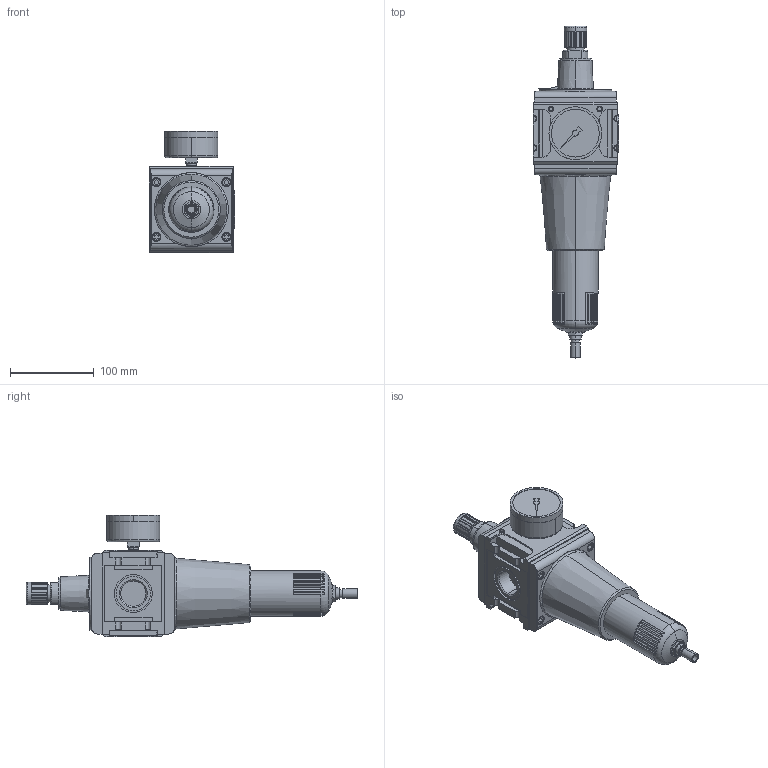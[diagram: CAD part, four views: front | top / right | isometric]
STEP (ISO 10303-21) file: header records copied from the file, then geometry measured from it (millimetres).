
FILE_DESCRIPTION(/* description */ ('VariCAD 2016-1.04 AP-214'),/* implementation_level */ '2;1');
FILE_NAME(/* name */ 'fr_10_am.stp',/* time_stamp */ '2016-06-16T09:36:28+02:00',/* author */ (''),/* organization */ (''),/* preprocessor_version */ 'ST-DEVELOPER v14',/* originating_system */ 'VariCAD 2016-1.04; kernel version (20130303)',/* authorisation */ '');
FILE_SCHEMA (('AUTOMOTIVE_DESIGN'));
Length unit declared in the file: millimetre
Products named in the file (4): fr_10_am; FR 10 AM<3>; FR 10 AM<2>; FR 10 AM<1>
Assembly tree (3 placements, depth 2):
  fr_10_am
    FR 10 AM<3>
    FR 10 AM<2>
    FR 10 AM<1>
Bounding box: 101.5 x 396 x 145 mm (x, y, z)
Volume: 1744568.7 mm3; surface area: 137532.3 mm2
Topology: 3 solids, 3 shells, 607 faces, 1536 edges, 998 vertices
Faces by surface type: plane 311, cylinder 201, cone 53, torus 40, sphere 2
Entity records: 20966 total; most frequent: CARTESIAN_POINT 5875, DIRECTION 3234, ORIENTED_EDGE 3072, EDGE_CURVE 1536, AXIS2_PLACEMENT_3D 1181, VERTEX_POINT 998, LINE 872, VECTOR 872
